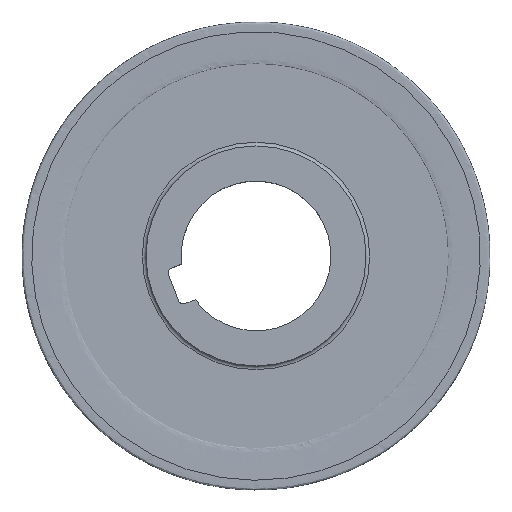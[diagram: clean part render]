
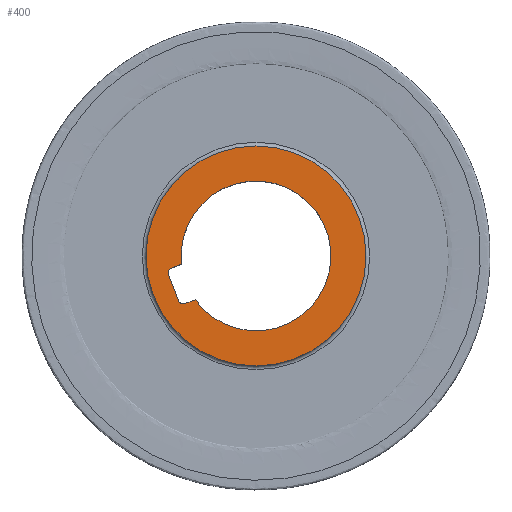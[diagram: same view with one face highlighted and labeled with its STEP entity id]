
A CAD part, top view. The second image highlights one B-rep face of the part: STEP entity #400.
In plain terms, the highlighted planar face has unit normal (0, 0, 1).
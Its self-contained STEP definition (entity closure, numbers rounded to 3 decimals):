
#400=ADVANCED_FACE('CU_BACK_1',(#473,#474),#460,.F.);
#460=PLANE('',#2078);
#473=FACE_BOUND('',#575,.T.);
#474=FACE_BOUND('',#576,.T.);
#575=EDGE_LOOP('',(#1102,#1103,#1104,#1105,#1106,#1107));
#576=EDGE_LOOP('',(#1108));
#626=CIRCLE('',#2066,16.006);
#627=CIRCLE('',#2068,1.05);
#628=CIRCLE('',#2070,1.05);
#630=CIRCLE('',#2076,23.5);
#1102=ORIENTED_EDGE('',*,*,#1522,.T.);
#1103=ORIENTED_EDGE('',*,*,#1512,.F.);
#1104=ORIENTED_EDGE('',*,*,#1521,.T.);
#1105=ORIENTED_EDGE('',*,*,#1515,.T.);
#1106=ORIENTED_EDGE('',*,*,#1520,.T.);
#1107=ORIENTED_EDGE('',*,*,#1518,.T.);
#1108=ORIENTED_EDGE('',*,*,#1524,.F.);
#1273=VERTEX_POINT('',#3913);
#1274=VERTEX_POINT('',#3915);
#1275=VERTEX_POINT('',#3919);
#1276=VERTEX_POINT('',#3921);
#1277=VERTEX_POINT('',#3925);
#1278=VERTEX_POINT('',#3927);
#1280=VERTEX_POINT('',#3939);
#1512=EDGE_CURVE('',#1273,#1274,#626,.T.);
#1515=EDGE_CURVE('',#1276,#1275,#627,.T.);
#1518=EDGE_CURVE('',#1278,#1277,#628,.T.);
#1520=EDGE_CURVE('',#1275,#1278,#1666,.T.);
#1521=EDGE_CURVE('',#1273,#1276,#1667,.T.);
#1522=EDGE_CURVE('',#1277,#1274,#1668,.T.);
#1524=EDGE_CURVE('',#1280,#1280,#630,.T.);
#1666=LINE('',#3930,#1806);
#1667=LINE('',#3932,#1807);
#1668=LINE('',#3934,#1808);
#1806=VECTOR('',#2507,1.);
#1807=VECTOR('',#2510,1.);
#1808=VECTOR('',#2513,1.);
#2066=AXIS2_PLACEMENT_3D('',#3914,#2490,#2491);
#2068=AXIS2_PLACEMENT_3D('',#3920,#2496,#2497);
#2070=AXIS2_PLACEMENT_3D('',#3926,#2502,#2503);
#2076=AXIS2_PLACEMENT_3D('',#3938,#2518,#2519);
#2078=AXIS2_PLACEMENT_3D('',#3941,#2522,#2523);
#2490=DIRECTION('',(0.,0.,1.));
#2491=DIRECTION('',(-1.,0.,0.));
#2496=DIRECTION('',(0.,0.,-1.));
#2497=DIRECTION('',(-1.,0.,0.));
#2502=DIRECTION('',(0.,0.,-1.));
#2503=DIRECTION('',(-1.,0.,0.));
#2507=DIRECTION('',(-0.358,0.934,0.));
#2510=DIRECTION('',(-0.934,-0.358,0.));
#2513=DIRECTION('',(0.934,0.358,0.));
#2518=DIRECTION('',(0.,0.,-1.));
#2519=DIRECTION('',(-1.,0.,0.));
#2522=DIRECTION('',(0.,0.,-1.));
#2523=DIRECTION('',(-1.,0.,0.));
#3913=CARTESIAN_POINT('',(-12.998,-9.341,0.));
#3914=CARTESIAN_POINT('',(0.,0.,0.));
#3915=CARTESIAN_POINT('',(-15.91,-1.756,0.));
#3919=CARTESIAN_POINT('',(-16.559,-9.583,0.));
#3920=CARTESIAN_POINT('',(-15.579,-9.207,0.));
#3921=CARTESIAN_POINT('',(-15.203,-10.187,0.));
#3925=CARTESIAN_POINT('',(-18.114,-2.602,0.));
#3926=CARTESIAN_POINT('',(-17.738,-3.582,0.));
#3927=CARTESIAN_POINT('',(-18.718,-3.959,0.));
#3930=CARTESIAN_POINT('',(-17.639,-6.771,0.));
#3932=CARTESIAN_POINT('',(1.456,-3.793,0.));
#3934=CARTESIAN_POINT('',(-1.456,3.793,0.));
#3938=CARTESIAN_POINT('',(0.,0.,0.));
#3939=CARTESIAN_POINT('',(-23.5,0.,0.));
#3941=CARTESIAN_POINT('',(0.,0.,0.));
